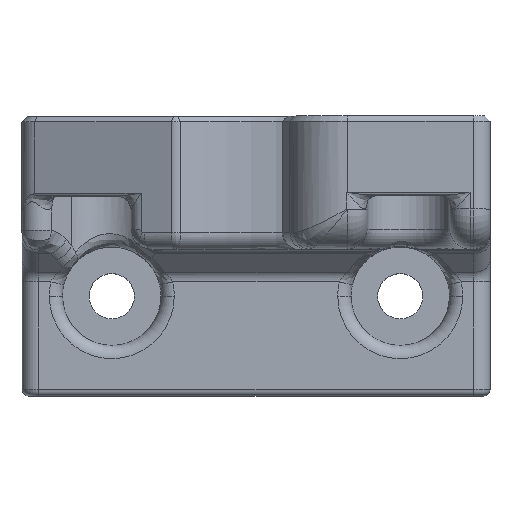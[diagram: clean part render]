
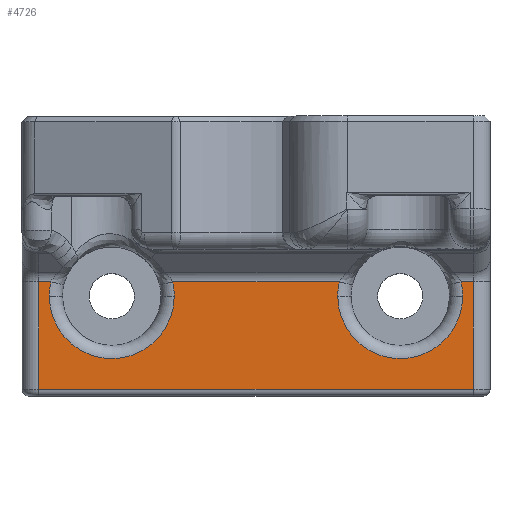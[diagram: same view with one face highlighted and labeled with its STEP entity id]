
A CAD part, top view. The second image highlights one B-rep face of the part: STEP entity #4726.
In plain terms, the highlighted face is planar.
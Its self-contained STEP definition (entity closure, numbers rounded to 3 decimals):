
#15 = LINE ( 'NONE', #6566, #3269 ) ;
#64 = CARTESIAN_POINT ( 'NONE',  ( 23.75, 6., 13.5 ) ) ;
#88 = VERTEX_POINT ( 'NONE', #5044 ) ;
#141 = CARTESIAN_POINT ( 'NONE',  ( 33.023, 6., 12.414 ) ) ;
#168 = CARTESIAN_POINT ( 'NONE',  ( 11.323, 6., 12.414 ) ) ;
#185 = VERTEX_POINT ( 'NONE', #141 ) ;
#223 = LINE ( 'NONE', #286, #6045 ) ;
#273 = ORIENTED_EDGE ( 'NONE', *, *, #1960, .T. ) ;
#286 = CARTESIAN_POINT ( 'NONE',  ( 33.95, 6., 12.414 ) ) ;
#296 = DIRECTION ( 'NONE',  ( 0., -1., 0. ) ) ;
#299 = VERTEX_POINT ( 'NONE', #6788 ) ;
#311 = AXIS2_PLACEMENT_3D ( 'NONE', #5340, #3267, #3879 ) ;
#319 = CARTESIAN_POINT ( 'NONE',  ( 33.95, 6., 12.414 ) ) ;
#442 = VERTEX_POINT ( 'NONE', #4866 ) ;
#525 = DIRECTION ( 'NONE',  ( 1., 0., 0. ) ) ;
#541 = ORIENTED_EDGE ( 'NONE', *, *, #5273, .T. ) ;
#544 = CIRCLE ( 'NONE', #5138, 4.7 ) ;
#559 = CIRCLE ( 'NONE', #4681, 4.7 ) ;
#596 = EDGE_CURVE ( 'NONE', #914, #88, #932, .T. ) ;
#849 = CARTESIAN_POINT ( 'NONE',  ( 28.45, 6., 13.5 ) ) ;
#863 = DIRECTION ( 'NONE',  ( 0., 0., 1. ) ) ;
#870 = VECTOR ( 'NONE', #2030, 1000. ) ;
#914 = VERTEX_POINT ( 'NONE', #168 ) ;
#925 = VERTEX_POINT ( 'NONE', #319 ) ;
#932 = LINE ( 'NONE', #1526, #870 ) ;
#1129 = VECTOR ( 'NONE', #3378, 1000. ) ;
#1144 = EDGE_CURVE ( 'NONE', #6517, #442, #15, .T. ) ;
#1294 = LINE ( 'NONE', #5777, #6270 ) ;
#1352 = ORIENTED_EDGE ( 'NONE', *, *, #1358, .T. ) ;
#1358 = EDGE_CURVE ( 'NONE', #299, #2122, #6522, .T. ) ;
#1526 = CARTESIAN_POINT ( 'NONE',  ( 0., 6., 12.414 ) ) ;
#1565 = AXIS2_PLACEMENT_3D ( 'NONE', #4919, #2195, #3772 ) ;
#1861 = ORIENTED_EDGE ( 'NONE', *, *, #6994, .T. ) ;
#1920 = AXIS2_PLACEMENT_3D ( 'NONE', #5326, #3595, #4247 ) ;
#1960 = EDGE_CURVE ( 'NONE', #6517, #299, #1294, .T. ) ;
#2005 = DIRECTION ( 'NONE',  ( 0., -1., 0. ) ) ;
#2030 = DIRECTION ( 'NONE',  ( 1., 0., 0. ) ) ;
#2122 = VERTEX_POINT ( 'NONE', #3130 ) ;
#2195 = DIRECTION ( 'NONE',  ( 0., -1., 0. ) ) ;
#2227 = ORIENTED_EDGE ( 'NONE', *, *, #5033, .F. ) ;
#2254 = CIRCLE ( 'NONE', #1565, 4.7 ) ;
#2262 = CIRCLE ( 'NONE', #311, 4.7 ) ;
#2429 = DIRECTION ( 'NONE',  ( 0., -1., 0. ) ) ;
#2447 = EDGE_CURVE ( 'NONE', #2122, #925, #223, .T. ) ;
#2502 = DIRECTION ( 'NONE',  ( 1., 0., 0. ) ) ;
#2535 = EDGE_CURVE ( 'NONE', #7003, #3257, #3395, .T. ) ;
#2689 = ORIENTED_EDGE ( 'NONE', *, *, #596, .F. ) ;
#2858 = DIRECTION ( 'NONE',  ( 1., 0., 0. ) ) ;
#3130 = CARTESIAN_POINT ( 'NONE',  ( 33.95, 6., 20.5 ) ) ;
#3156 = CARTESIAN_POINT ( 'NONE',  ( 2.05, 6., 13.5 ) ) ;
#3257 = VERTEX_POINT ( 'NONE', #64 ) ;
#3267 = DIRECTION ( 'NONE',  ( 0., -1., 0. ) ) ;
#3269 = VECTOR ( 'NONE', #525, 1000. ) ;
#3378 = DIRECTION ( 'NONE',  ( 1., 0., 0. ) ) ;
#3395 = CIRCLE ( 'NONE', #5821, 4.7 ) ;
#3397 = CARTESIAN_POINT ( 'NONE',  ( 1.25, 6., 12.414 ) ) ;
#3470 = PLANE ( 'NONE',  #4538 ) ;
#3507 = ORIENTED_EDGE ( 'NONE', *, *, #4290, .T. ) ;
#3535 = DIRECTION ( 'NONE',  ( 1., 0., 0. ) ) ;
#3595 = DIRECTION ( 'NONE',  ( 0., -1., 0. ) ) ;
#3771 = ORIENTED_EDGE ( 'NONE', *, *, #1144, .F. ) ;
#3772 = DIRECTION ( 'NONE',  ( 1., 0., 0. ) ) ;
#3780 = DIRECTION ( 'NONE',  ( 1., 0., 0. ) ) ;
#3879 = DIRECTION ( 'NONE',  ( 1., 0., 0. ) ) ;
#3932 = CARTESIAN_POINT ( 'NONE',  ( 0., 6., 12.414 ) ) ;
#4013 = DIRECTION ( 'NONE',  ( 0., -1., 0. ) ) ;
#4077 = CARTESIAN_POINT ( 'NONE',  ( 6.75, 6., 13.5 ) ) ;
#4206 = EDGE_CURVE ( 'NONE', #185, #7003, #5252, .T. ) ;
#4242 = VERTEX_POINT ( 'NONE', #3156 ) ;
#4247 = DIRECTION ( 'NONE',  ( 1., 0., 0. ) ) ;
#4290 = EDGE_CURVE ( 'NONE', #5660, #4242, #2254, .T. ) ;
#4538 = AXIS2_PLACEMENT_3D ( 'NONE', #3932, #4013, #2858 ) ;
#4681 = AXIS2_PLACEMENT_3D ( 'NONE', #4077, #2429, #2502 ) ;
#4726 = ADVANCED_FACE ( 'NONE', ( #6065 ), #3470, .F. ) ;
#4787 = EDGE_LOOP ( 'NONE', ( #273, #1352, #6121, #2227, #5603, #6708, #541, #2689, #6189, #3507, #1861, #3771 ) ) ;
#4866 = CARTESIAN_POINT ( 'NONE',  ( 2.177, 6., 12.414 ) ) ;
#4897 = EDGE_CURVE ( 'NONE', #914, #5660, #2262, .T. ) ;
#4919 = CARTESIAN_POINT ( 'NONE',  ( 6.75, 6., 13.5 ) ) ;
#4996 = CARTESIAN_POINT ( 'NONE',  ( 0., 6., 12.414 ) ) ;
#5033 = EDGE_CURVE ( 'NONE', #185, #925, #6420, .T. ) ;
#5044 = CARTESIAN_POINT ( 'NONE',  ( 23.877, 6., 12.414 ) ) ;
#5138 = AXIS2_PLACEMENT_3D ( 'NONE', #5825, #2005, #6887 ) ;
#5252 = CIRCLE ( 'NONE', #1920, 4.7 ) ;
#5273 = EDGE_CURVE ( 'NONE', #3257, #88, #544, .T. ) ;
#5326 = CARTESIAN_POINT ( 'NONE',  ( 28.45, 6., 13.5 ) ) ;
#5340 = CARTESIAN_POINT ( 'NONE',  ( 6.75, 6., 13.5 ) ) ;
#5483 = CARTESIAN_POINT ( 'NONE',  ( 11.45, 6., 13.5 ) ) ;
#5603 = ORIENTED_EDGE ( 'NONE', *, *, #4206, .T. ) ;
#5660 = VERTEX_POINT ( 'NONE', #5483 ) ;
#5690 = VECTOR ( 'NONE', #3780, 1000. ) ;
#5736 = CARTESIAN_POINT ( 'NONE',  ( 33.15, 6., 13.5 ) ) ;
#5777 = CARTESIAN_POINT ( 'NONE',  ( 1.25, 6., 12.414 ) ) ;
#5821 = AXIS2_PLACEMENT_3D ( 'NONE', #849, #296, #3535 ) ;
#5825 = CARTESIAN_POINT ( 'NONE',  ( 28.45, 6., 13.5 ) ) ;
#6045 = VECTOR ( 'NONE', #6254, 1000. ) ;
#6065 = FACE_OUTER_BOUND ( 'NONE', #4787, .T. ) ;
#6121 = ORIENTED_EDGE ( 'NONE', *, *, #2447, .T. ) ;
#6189 = ORIENTED_EDGE ( 'NONE', *, *, #4897, .T. ) ;
#6254 = DIRECTION ( 'NONE',  ( 0., 0., -1. ) ) ;
#6270 = VECTOR ( 'NONE', #863, 1000. ) ;
#6420 = LINE ( 'NONE', #4996, #1129 ) ;
#6517 = VERTEX_POINT ( 'NONE', #3397 ) ;
#6522 = LINE ( 'NONE', #7067, #5690 ) ;
#6566 = CARTESIAN_POINT ( 'NONE',  ( 0., 6., 12.414 ) ) ;
#6708 = ORIENTED_EDGE ( 'NONE', *, *, #2535, .T. ) ;
#6788 = CARTESIAN_POINT ( 'NONE',  ( 1.25, 6., 20.5 ) ) ;
#6887 = DIRECTION ( 'NONE',  ( 1., 0., 0. ) ) ;
#6994 = EDGE_CURVE ( 'NONE', #4242, #442, #559, .T. ) ;
#7003 = VERTEX_POINT ( 'NONE', #5736 ) ;
#7067 = CARTESIAN_POINT ( 'NONE',  ( 0., 6., 20.5 ) ) ;
